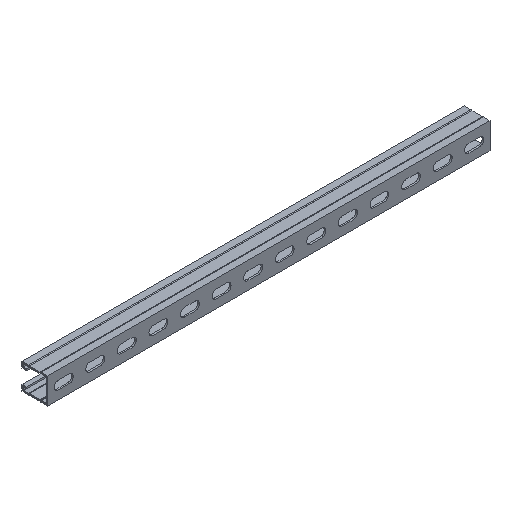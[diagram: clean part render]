
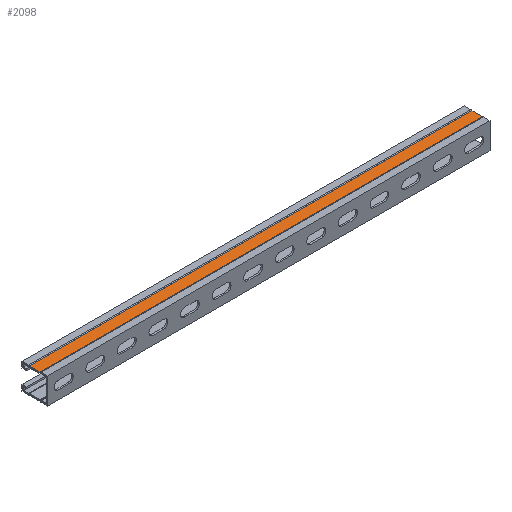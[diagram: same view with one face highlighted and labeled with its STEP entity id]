
A CAD part, isometric view. The second image highlights one B-rep face of the part: STEP entity #2098.
In plain terms, the highlighted planar face has unit normal (0, 0, 1).
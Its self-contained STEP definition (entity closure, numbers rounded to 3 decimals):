
#265=FACE_OUTER_BOUND('',#391,.T.);
#391=EDGE_LOOP('',(#1754,#1755,#1756,#1757));
#589=LINE('',#3443,#789);
#590=LINE('',#3446,#790);
#591=LINE('',#3448,#791);
#592=LINE('',#3449,#792);
#789=VECTOR('',#2857,10.);
#790=VECTOR('',#2860,10.);
#791=VECTOR('',#2861,10.);
#792=VECTOR('',#2862,10.);
#984=VERTEX_POINT('',#3439);
#985=VERTEX_POINT('',#3441);
#986=VERTEX_POINT('',#3445);
#987=VERTEX_POINT('',#3447);
#1265=EDGE_CURVE('',#984,#985,#589,.T.);
#1266=EDGE_CURVE('',#986,#984,#590,.T.);
#1267=EDGE_CURVE('',#987,#985,#591,.T.);
#1268=EDGE_CURVE('',#986,#987,#592,.T.);
#1754=ORIENTED_EDGE('',*,*,#1266,.T.);
#1755=ORIENTED_EDGE('',*,*,#1265,.T.);
#1756=ORIENTED_EDGE('',*,*,#1267,.F.);
#1757=ORIENTED_EDGE('',*,*,#1268,.F.);
#1903=PLANE('',#2303);
#2098=ADVANCED_FACE('',(#265),#1903,.T.);
#2303=AXIS2_PLACEMENT_3D('',#3444,#2858,#2859);
#2857=DIRECTION('',(1.,0.,0.));
#2858=DIRECTION('center_axis',(0.,0.,1.));
#2859=DIRECTION('ref_axis',(0.,-1.,0.));
#2860=DIRECTION('',(0.,-1.,0.));
#2861=DIRECTION('',(0.,-1.,0.));
#2862=DIRECTION('',(1.,0.,0.));
#3439=CARTESIAN_POINT('',(0.,-8.002,20.15));
#3441=CARTESIAN_POINT('',(700.,-8.002,20.15));
#3443=CARTESIAN_POINT('',(0.,-8.002,20.15));
#3444=CARTESIAN_POINT('Origin',(0.,8.002,20.15));
#3445=CARTESIAN_POINT('',(0.,8.002,20.15));
#3446=CARTESIAN_POINT('',(0.,8.002,20.15));
#3447=CARTESIAN_POINT('',(700.,8.002,20.15));
#3448=CARTESIAN_POINT('',(700.,8.002,20.15));
#3449=CARTESIAN_POINT('',(0.,8.002,20.15));
